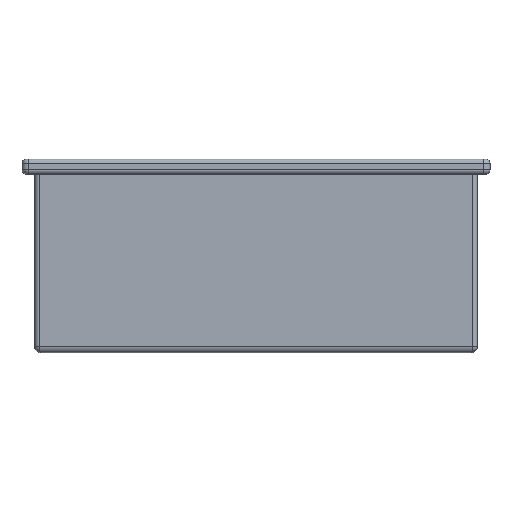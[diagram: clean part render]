
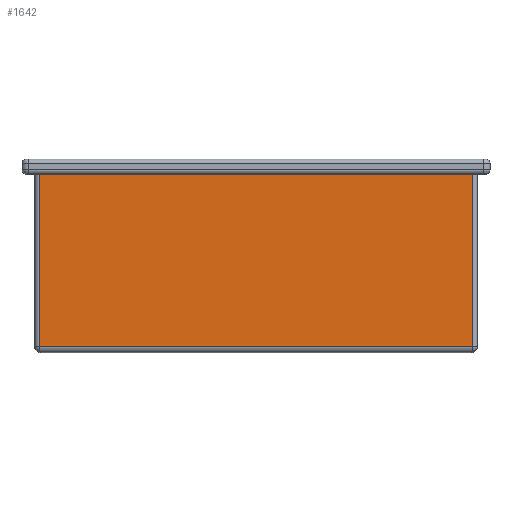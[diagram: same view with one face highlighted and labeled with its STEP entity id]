
A CAD part, front view. The second image highlights one B-rep face of the part: STEP entity #1642.
In plain terms, the highlighted planar face has unit normal (0, -1, 0).
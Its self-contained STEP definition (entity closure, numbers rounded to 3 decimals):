
#526 = LINE ( 'NONE', #4708, #5327 ) ;
#1142 = ORIENTED_EDGE ( 'NONE', *, *, #3643, .F. ) ;
#1642 = ADVANCED_FACE ( 'NONE', ( #4982 ), #8829, .T. ) ;
#2056 = VERTEX_POINT ( 'NONE', #2166 ) ;
#2166 = CARTESIAN_POINT ( 'NONE',  ( -18.2, -3.38, -0.7 ) ) ;
#2674 = LINE ( 'NONE', #12056, #7758 ) ;
#2703 = ORIENTED_EDGE ( 'NONE', *, *, #4307, .T. ) ;
#2838 = VERTEX_POINT ( 'NONE', #10605 ) ;
#2952 = VECTOR ( 'NONE', #9847, 1000. ) ;
#3095 = DIRECTION ( 'NONE',  ( 0., -1., 0. ) ) ;
#3202 = CARTESIAN_POINT ( 'NONE',  ( 2.2, -3.38, -8.7 ) ) ;
#3643 = EDGE_CURVE ( 'NONE', #8265, #2056, #2674, .T. ) ;
#3884 = CARTESIAN_POINT ( 'NONE',  ( 2.2, -3.38, -8.8 ) ) ;
#3891 = EDGE_CURVE ( 'NONE', #8265, #8555, #10095, .T. ) ;
#4307 = EDGE_CURVE ( 'NONE', #8555, #2838, #10236, .T. ) ;
#4312 = ORIENTED_EDGE ( 'NONE', *, *, #3891, .T. ) ;
#4532 = EDGE_CURVE ( 'NONE', #2838, #2056, #526, .T. ) ;
#4708 = CARTESIAN_POINT ( 'NONE',  ( 2.4, -3.38, -0.7 ) ) ;
#4949 = CARTESIAN_POINT ( 'NONE',  ( -2., -3.38, -8.7 ) ) ;
#4982 = FACE_OUTER_BOUND ( 'NONE', #10273, .T. ) ;
#5127 = AXIS2_PLACEMENT_3D ( 'NONE', #4949, #3095, #9755 ) ;
#5327 = VECTOR ( 'NONE', #10376, 1000. ) ;
#6439 = DIRECTION ( 'NONE',  ( 0., 0., 1. ) ) ;
#7581 = VECTOR ( 'NONE', #11083, 1000. ) ;
#7758 = VECTOR ( 'NONE', #6439, 1000. ) ;
#8265 = VERTEX_POINT ( 'NONE', #10758 ) ;
#8555 = VERTEX_POINT ( 'NONE', #3884 ) ;
#8829 = PLANE ( 'NONE',  #5127 ) ;
#9666 = ORIENTED_EDGE ( 'NONE', *, *, #4532, .T. ) ;
#9755 = DIRECTION ( 'NONE',  ( 0., 0., -1. ) ) ;
#9847 = DIRECTION ( 'NONE',  ( 0., 0., 1. ) ) ;
#10095 = LINE ( 'NONE', #10148, #7581 ) ;
#10148 = CARTESIAN_POINT ( 'NONE',  ( -2., -3.38, -8.8 ) ) ;
#10236 = LINE ( 'NONE', #3202, #2952 ) ;
#10273 = EDGE_LOOP ( 'NONE', ( #1142, #4312, #2703, #9666 ) ) ;
#10376 = DIRECTION ( 'NONE',  ( -1., 0., 0. ) ) ;
#10605 = CARTESIAN_POINT ( 'NONE',  ( 2.2, -3.38, -0.7 ) ) ;
#10758 = CARTESIAN_POINT ( 'NONE',  ( -18.2, -3.38, -8.8 ) ) ;
#11083 = DIRECTION ( 'NONE',  ( 1., 0., 0. ) ) ;
#12056 = CARTESIAN_POINT ( 'NONE',  ( -18.2, -3.38, -8.7 ) ) ;
